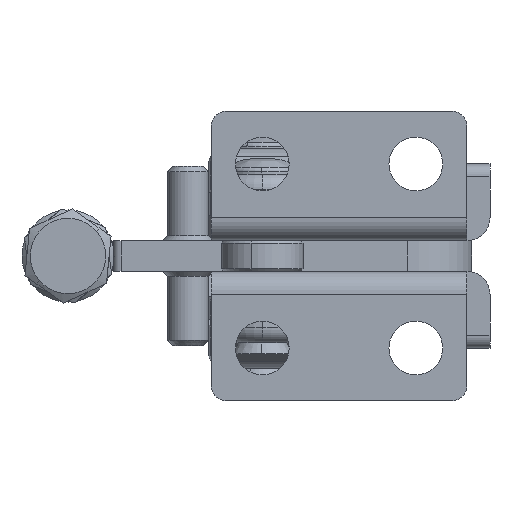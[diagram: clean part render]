
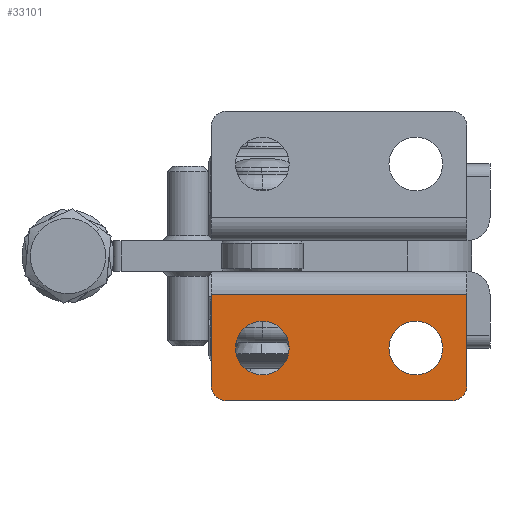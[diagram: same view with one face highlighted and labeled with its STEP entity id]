
A CAD part, front view. The second image highlights one B-rep face of the part: STEP entity #33101.
In plain terms, the highlighted planar face has unit normal (0, -1, 0).
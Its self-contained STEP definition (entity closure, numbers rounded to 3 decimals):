
#27622 = CARTESIAN_POINT ( 'NONE',  ( 1326.81, 1033.371, -5.25 ) ) ;
#27623 = CARTESIAN_POINT ( 'NONE',  ( 1326.81, 1033.371, -15.75 ) ) ;
#27624 = DIRECTION ( 'NONE',  ( 0., 0., 1. ) ) ;
#27625 = DIRECTION ( 'NONE',  ( 0., 1., 0. ) ) ;
#27626 = CARTESIAN_POINT ( 'NONE',  ( 1326.81, 1033.371, -10.5 ) ) ;
#27627 = AXIS2_PLACEMENT_3D ( 'NONE', #27626, #27625, #27624 ) ;
#27628 = CIRCLE ( 'NONE', #27627, 5.25 ) ;
#27652 = CARTESIAN_POINT ( 'NONE',  ( 1296.81, 1033.371, -5.25 ) ) ;
#27653 = CARTESIAN_POINT ( 'NONE',  ( 1296.81, 1033.371, -15.75 ) ) ;
#27654 = DIRECTION ( 'NONE',  ( 0., 0., 1. ) ) ;
#27655 = DIRECTION ( 'NONE',  ( 0., 1., 0. ) ) ;
#27656 = CARTESIAN_POINT ( 'NONE',  ( 1296.81, 1033.371, -10.5 ) ) ;
#27657 = AXIS2_PLACEMENT_3D ( 'NONE', #27656, #27655, #27654 ) ;
#27661 = CIRCLE ( 'NONE', #27657, 5.25 ) ;
#29583 = LINE ( 'NONE', #29629, #29628 ) ;
#29615 = CARTESIAN_POINT ( 'NONE',  ( 1286.81, 1033.371, -17.8 ) ) ;
#29616 = CARTESIAN_POINT ( 'NONE',  ( 1286.81, 1033.371, 0. ) ) ;
#29617 = DIRECTION ( 'NONE',  ( 0., 0., -1. ) ) ;
#29628 = VECTOR ( 'NONE', #29617, 1000. ) ;
#29629 = CARTESIAN_POINT ( 'NONE',  ( 1286.81, 1033.371, 4.5 ) ) ;
#29683 = DIRECTION ( 'NONE',  ( 0., 0., 1. ) ) ;
#29684 = DIRECTION ( 'NONE',  ( 0., 1., 0. ) ) ;
#29685 = CARTESIAN_POINT ( 'NONE',  ( 1326.81, 1033.371, -10.5 ) ) ;
#29686 = AXIS2_PLACEMENT_3D ( 'NONE', #29685, #29684, #29683 ) ;
#29691 = CIRCLE ( 'NONE', #29686, 5.25 ) ;
#29711 = CARTESIAN_POINT ( 'NONE',  ( 1333.81, 1033.371, -20.8 ) ) ;
#29712 = DIRECTION ( 'NONE',  ( -1., 0., 0. ) ) ;
#29713 = VECTOR ( 'NONE', #29712, 1000. ) ;
#29714 = CARTESIAN_POINT ( 'NONE',  ( 1267.123, 1033.371, -20.8 ) ) ;
#29715 = LINE ( 'NONE', #29714, #29713 ) ;
#29716 = CARTESIAN_POINT ( 'NONE',  ( 1289.81, 1033.371, -20.8 ) ) ;
#29717 = DIRECTION ( 'NONE',  ( 0., 0., 1. ) ) ;
#29718 = DIRECTION ( 'NONE',  ( 0., 1., 0. ) ) ;
#29719 = CARTESIAN_POINT ( 'NONE',  ( 1289.81, 1033.371, -17.8 ) ) ;
#29720 = AXIS2_PLACEMENT_3D ( 'NONE', #29719, #29718, #29717 ) ;
#29721 = CIRCLE ( 'NONE', #29720, 3. ) ;
#29722 = DIRECTION ( 'NONE',  ( -1., 0., 0. ) ) ;
#29723 = VECTOR ( 'NONE', #29722, 1000. ) ;
#29724 = CARTESIAN_POINT ( 'NONE',  ( 1286.81, 1033.371, 0. ) ) ;
#29725 = LINE ( 'NONE', #29724, #29723 ) ;
#29726 = CARTESIAN_POINT ( 'NONE',  ( 1336.81, 1033.371, -17.8 ) ) ;
#29727 = CARTESIAN_POINT ( 'NONE',  ( 1336.81, 1033.371, 0. ) ) ;
#29728 = DIRECTION ( 'NONE',  ( 0., 0., -1. ) ) ;
#29729 = VECTOR ( 'NONE', #29728, 1000. ) ;
#29730 = CARTESIAN_POINT ( 'NONE',  ( 1336.81, 1033.371, 4.5 ) ) ;
#29731 = LINE ( 'NONE', #29730, #29729 ) ;
#29732 = DIRECTION ( 'NONE',  ( 0., 0., -1. ) ) ;
#29733 = DIRECTION ( 'NONE',  ( 0., -1., 0. ) ) ;
#29734 = AXIS2_PLACEMENT_3D ( 'NONE', #29735, #29733, #29732 ) ;
#29735 = CARTESIAN_POINT ( 'NONE',  ( 1235.319, 1033.371, 4.5 ) ) ;
#29736 = PLANE ( 'NONE',  #29734 ) ;
#29737 = FACE_BOUND ( 'NONE', #33176, .T. ) ;
#29738 = FACE_BOUND ( 'NONE', #33172, .T. ) ;
#29739 = FACE_OUTER_BOUND ( 'NONE', #33102, .T. ) ;
#29805 = DIRECTION ( 'NONE',  ( 0., 1., 0. ) ) ;
#29806 = CARTESIAN_POINT ( 'NONE',  ( 1296.81, 1033.371, -10.5 ) ) ;
#29807 = AXIS2_PLACEMENT_3D ( 'NONE', #29806, #29805, #29867 ) ;
#29808 = CIRCLE ( 'NONE', #29807, 5.25 ) ;
#29809 = DIRECTION ( 'NONE',  ( 0., 0., 1. ) ) ;
#29810 = DIRECTION ( 'NONE',  ( 0., 1., 0. ) ) ;
#29811 = AXIS2_PLACEMENT_3D ( 'NONE', #29816, #29810, #29809 ) ;
#29812 = CIRCLE ( 'NONE', #29811, 3. ) ;
#29816 = CARTESIAN_POINT ( 'NONE',  ( 1333.81, 1033.371, -17.8 ) ) ;
#29867 = DIRECTION ( 'NONE',  ( 0., 0., 1. ) ) ;
#32364 = EDGE_CURVE ( 'NONE', #32365, #32366, #27628, .T. ) ;
#32365 = VERTEX_POINT ( 'NONE', #27623 ) ;
#32366 = VERTEX_POINT ( 'NONE', #27622 ) ;
#32380 = EDGE_CURVE ( 'NONE', #32381, #32382, #27661, .T. ) ;
#32381 = VERTEX_POINT ( 'NONE', #27653 ) ;
#32382 = VERTEX_POINT ( 'NONE', #27652 ) ;
#33055 = EDGE_CURVE ( 'NONE', #33056, #33057, #29583, .T. ) ;
#33056 = VERTEX_POINT ( 'NONE', #29616 ) ;
#33057 = VERTEX_POINT ( 'NONE', #29615 ) ;
#33094 = ORIENTED_EDGE ( 'NONE', *, *, #33095, .T. ) ;
#33095 = EDGE_CURVE ( 'NONE', #32366, #32365, #29691, .T. ) ;
#33096 = ORIENTED_EDGE ( 'NONE', *, *, #32364, .T. ) ;
#33101 = ADVANCED_FACE ( 'NONE', ( #29739, #29738, #29737 ), #29736, .T. ) ;
#33102 = EDGE_LOOP ( 'NONE', ( #33103, #33107, #33109, #33110, #33113, #33170 ) ) ;
#33103 = ORIENTED_EDGE ( 'NONE', *, *, #33104, .F. ) ;
#33104 = EDGE_CURVE ( 'NONE', #33105, #33106, #29731, .T. ) ;
#33105 = VERTEX_POINT ( 'NONE', #29727 ) ;
#33106 = VERTEX_POINT ( 'NONE', #29726 ) ;
#33107 = ORIENTED_EDGE ( 'NONE', *, *, #33108, .T. ) ;
#33108 = EDGE_CURVE ( 'NONE', #33105, #33056, #29725, .T. ) ;
#33109 = ORIENTED_EDGE ( 'NONE', *, *, #33055, .T. ) ;
#33110 = ORIENTED_EDGE ( 'NONE', *, *, #33111, .F. ) ;
#33111 = EDGE_CURVE ( 'NONE', #33112, #33057, #29721, .T. ) ;
#33112 = VERTEX_POINT ( 'NONE', #29716 ) ;
#33113 = ORIENTED_EDGE ( 'NONE', *, *, #33114, .F. ) ;
#33114 = EDGE_CURVE ( 'NONE', #33115, #33112, #29715, .T. ) ;
#33115 = VERTEX_POINT ( 'NONE', #29711 ) ;
#33170 = ORIENTED_EDGE ( 'NONE', *, *, #33171, .F. ) ;
#33171 = EDGE_CURVE ( 'NONE', #33106, #33115, #29812, .T. ) ;
#33172 = EDGE_LOOP ( 'NONE', ( #33173, #33175 ) ) ;
#33173 = ORIENTED_EDGE ( 'NONE', *, *, #33174, .T. ) ;
#33174 = EDGE_CURVE ( 'NONE', #32382, #32381, #29808, .T. ) ;
#33175 = ORIENTED_EDGE ( 'NONE', *, *, #32380, .T. ) ;
#33176 = EDGE_LOOP ( 'NONE', ( #33094, #33096 ) ) ;
